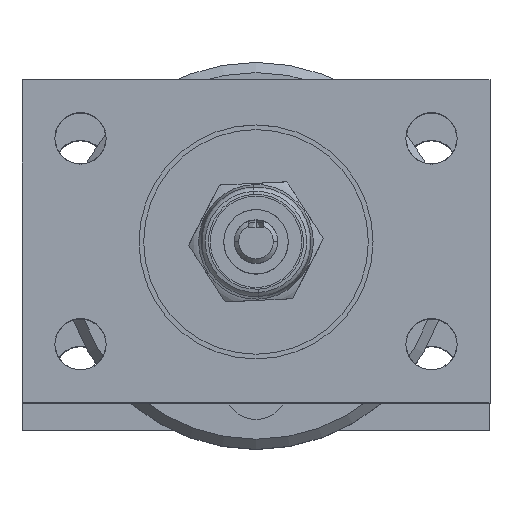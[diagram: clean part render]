
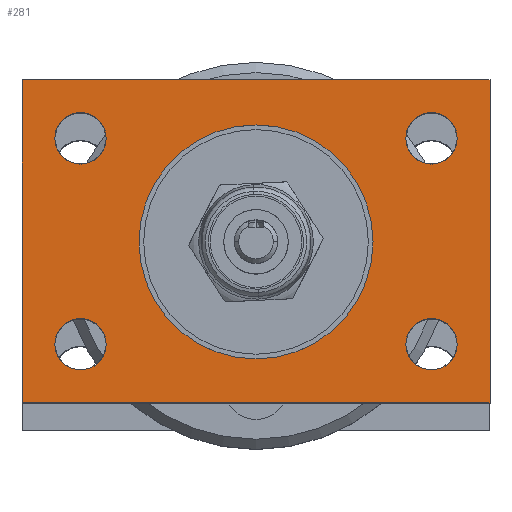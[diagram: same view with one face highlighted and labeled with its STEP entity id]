
A CAD part, top view. The second image highlights one B-rep face of the part: STEP entity #281.
In plain terms, the highlighted planar face has unit normal (0, 0, 1).
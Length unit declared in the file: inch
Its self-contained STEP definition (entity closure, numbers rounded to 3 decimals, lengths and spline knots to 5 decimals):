
#77 = CARTESIAN_POINT ( 'NONE',  ( 2., 1.38, 0. ) ) ;
#103 = FACE_BOUND ( 'NONE', #5147, .T. ) ;
#213 = CARTESIAN_POINT ( 'NONE',  ( 0.25, 0.25, 0. ) ) ;
#242 = CARTESIAN_POINT ( 'NONE',  ( 0.14, 0.25, 0. ) ) ;
#264 = FACE_BOUND ( 'NONE', #3080, .T. ) ;
#265 = CARTESIAN_POINT ( 'NONE',  ( 0., 0., 0. ) ) ;
#266 = AXIS2_PLACEMENT_3D ( 'NONE', #4606, #1720, #5098 ) ;
#281 = ADVANCED_FACE ( 'NONE', ( #5330, #264, #1476, #4211, #103, #5185 ), #4104, .F. ) ;
#299 = EDGE_CURVE ( 'NONE', #5077, #5086, #6303, .T. ) ;
#369 = CARTESIAN_POINT ( 'NONE',  ( 0.36, 1.13, 0. ) ) ;
#420 = LINE ( 'NONE', #77, #4194 ) ;
#459 = CARTESIAN_POINT ( 'NONE',  ( 0.25, 1.13, 0. ) ) ;
#522 = CARTESIAN_POINT ( 'NONE',  ( 1., 0.687, 0. ) ) ;
#592 = EDGE_CURVE ( 'NONE', #1558, #4592, #3675, .T. ) ;
#595 = VERTEX_POINT ( 'NONE', #1012 ) ;
#600 = EDGE_LOOP ( 'NONE', ( #2637, #3267, #1266, #2642 ) ) ;
#623 = EDGE_LOOP ( 'NONE', ( #1496, #6197 ) ) ;
#652 = CARTESIAN_POINT ( 'NONE',  ( 1.75, 0.25, 0. ) ) ;
#656 = CIRCLE ( 'NONE', #3630, 0.5 ) ;
#670 = CARTESIAN_POINT ( 'NONE',  ( 0., 1.38, 0. ) ) ;
#733 = AXIS2_PLACEMENT_3D ( 'NONE', #670, #4590, #1697 ) ;
#744 = DIRECTION ( 'NONE',  ( 1., 0., 0. ) ) ;
#813 = EDGE_CURVE ( 'NONE', #2040, #595, #1634, .T. ) ;
#975 = CARTESIAN_POINT ( 'NONE',  ( 0.25, 0.25, 0. ) ) ;
#985 = DIRECTION ( 'NONE',  ( 1., 0., 0. ) ) ;
#1012 = CARTESIAN_POINT ( 'NONE',  ( 1.86, 1.13, 0. ) ) ;
#1037 = DIRECTION ( 'NONE',  ( 1., 0., 0. ) ) ;
#1162 = DIRECTION ( 'NONE',  ( 1., 0., 0. ) ) ;
#1166 = CARTESIAN_POINT ( 'NONE',  ( 0., 1.38, 0. ) ) ;
#1172 = DIRECTION ( 'NONE',  ( 0., 0., 1. ) ) ;
#1196 = VERTEX_POINT ( 'NONE', #2009 ) ;
#1266 = ORIENTED_EDGE ( 'NONE', *, *, #5507, .F. ) ;
#1298 = EDGE_CURVE ( 'NONE', #5942, #6309, #420, .T. ) ;
#1322 = ORIENTED_EDGE ( 'NONE', *, *, #3436, .F. ) ;
#1334 = CARTESIAN_POINT ( 'NONE',  ( 1.75, 1.13, 0. ) ) ;
#1352 = EDGE_CURVE ( 'NONE', #5086, #5077, #5465, .T. ) ;
#1357 = CARTESIAN_POINT ( 'NONE',  ( 0., 1.38, 0. ) ) ;
#1379 = EDGE_CURVE ( 'NONE', #2262, #5633, #2618, .T. ) ;
#1476 = FACE_BOUND ( 'NONE', #2052, .T. ) ;
#1489 = DIRECTION ( 'NONE',  ( 1., 0., 0. ) ) ;
#1496 = ORIENTED_EDGE ( 'NONE', *, *, #592, .F. ) ;
#1558 = VERTEX_POINT ( 'NONE', #4282 ) ;
#1634 = CIRCLE ( 'NONE', #2031, 0.11 ) ;
#1697 = DIRECTION ( 'NONE',  ( -1., 0., 0. ) ) ;
#1720 = DIRECTION ( 'NONE',  ( 0., 0., 1. ) ) ;
#1840 = CARTESIAN_POINT ( 'NONE',  ( 1.86, 0.25, 0. ) ) ;
#1850 = DIRECTION ( 'NONE',  ( 1., 0., 0. ) ) ;
#2009 = CARTESIAN_POINT ( 'NONE',  ( 0.14, 1.13, 0. ) ) ;
#2031 = AXIS2_PLACEMENT_3D ( 'NONE', #4095, #1172, #4583 ) ;
#2035 = DIRECTION ( 'NONE',  ( 0., 0., 1. ) ) ;
#2040 = VERTEX_POINT ( 'NONE', #5604 ) ;
#2052 = EDGE_LOOP ( 'NONE', ( #2976, #5007 ) ) ;
#2153 = CARTESIAN_POINT ( 'NONE',  ( 2., 0., 0. ) ) ;
#2262 = VERTEX_POINT ( 'NONE', #1357 ) ;
#2288 = ORIENTED_EDGE ( 'NONE', *, *, #3656, .F. ) ;
#2337 = CARTESIAN_POINT ( 'NONE',  ( 0.25, 1.13, 0. ) ) ;
#2349 = CIRCLE ( 'NONE', #4678, 0.11 ) ;
#2374 = EDGE_CURVE ( 'NONE', #4592, #1558, #656, .T. ) ;
#2583 = ORIENTED_EDGE ( 'NONE', *, *, #299, .F. ) ;
#2618 = LINE ( 'NONE', #3619, #3747 ) ;
#2637 = ORIENTED_EDGE ( 'NONE', *, *, #2895, .T. ) ;
#2642 = ORIENTED_EDGE ( 'NONE', *, *, #1379, .T. ) ;
#2807 = DIRECTION ( 'NONE',  ( 1., 0., 0. ) ) ;
#2895 = EDGE_CURVE ( 'NONE', #5633, #6309, #3056, .T. ) ;
#2976 = ORIENTED_EDGE ( 'NONE', *, *, #4240, .F. ) ;
#3056 = LINE ( 'NONE', #265, #5451 ) ;
#3080 = EDGE_LOOP ( 'NONE', ( #2583, #6322 ) ) ;
#3098 = VERTEX_POINT ( 'NONE', #4430 ) ;
#3123 = AXIS2_PLACEMENT_3D ( 'NONE', #522, #3971, #1037 ) ;
#3147 = DIRECTION ( 'NONE',  ( 1., 0., 0. ) ) ;
#3267 = ORIENTED_EDGE ( 'NONE', *, *, #1298, .F. ) ;
#3413 = AXIS2_PLACEMENT_3D ( 'NONE', #1334, #4742, #1850 ) ;
#3436 = EDGE_CURVE ( 'NONE', #4927, #3098, #5375, .T. ) ;
#3619 = CARTESIAN_POINT ( 'NONE',  ( 0., 1.38, 0. ) ) ;
#3630 = AXIS2_PLACEMENT_3D ( 'NONE', #4923, #2035, #5391 ) ;
#3656 = EDGE_CURVE ( 'NONE', #4366, #1196, #4480, .T. ) ;
#3675 = CIRCLE ( 'NONE', #3123, 0.5 ) ;
#3685 = DIRECTION ( 'NONE',  ( 0., 0., 1. ) ) ;
#3687 = CARTESIAN_POINT ( 'NONE',  ( 0., 0., 0. ) ) ;
#3735 = CARTESIAN_POINT ( 'NONE',  ( 1.64, 0.25, 0. ) ) ;
#3747 = VECTOR ( 'NONE', #5081, 39.37008 ) ;
#3919 = DIRECTION ( 'NONE',  ( 0., 0., 1. ) ) ;
#3920 = CARTESIAN_POINT ( 'NONE',  ( 2., 1.38, 0. ) ) ;
#3971 = DIRECTION ( 'NONE',  ( 0., 0., 1. ) ) ;
#4085 = DIRECTION ( 'NONE',  ( 0., 0., 1. ) ) ;
#4095 = CARTESIAN_POINT ( 'NONE',  ( 1.75, 1.13, 0. ) ) ;
#4104 = PLANE ( 'NONE',  #733 ) ;
#4194 = VECTOR ( 'NONE', #5944, 39.37008 ) ;
#4211 = FACE_BOUND ( 'NONE', #4382, .T. ) ;
#4219 = DIRECTION ( 'NONE',  ( 1., 0., 0. ) ) ;
#4240 = EDGE_CURVE ( 'NONE', #595, #2040, #5368, .T. ) ;
#4282 = CARTESIAN_POINT ( 'NONE',  ( 1.5, 0.687, 0. ) ) ;
#4366 = VERTEX_POINT ( 'NONE', #369 ) ;
#4369 = VECTOR ( 'NONE', #3147, 39.37008 ) ;
#4382 = EDGE_LOOP ( 'NONE', ( #4921, #1322 ) ) ;
#4392 = DIRECTION ( 'NONE',  ( 0., 0., 1. ) ) ;
#4424 = EDGE_CURVE ( 'NONE', #3098, #4927, #5882, .T. ) ;
#4430 = CARTESIAN_POINT ( 'NONE',  ( 0.36, 0.25, 0. ) ) ;
#4480 = CIRCLE ( 'NONE', #4739, 0.11 ) ;
#4583 = DIRECTION ( 'NONE',  ( 1., 0., 0. ) ) ;
#4590 = DIRECTION ( 'NONE',  ( 0., 0., -1. ) ) ;
#4592 = VERTEX_POINT ( 'NONE', #5861 ) ;
#4606 = CARTESIAN_POINT ( 'NONE',  ( 1.75, 0.25, 0. ) ) ;
#4678 = AXIS2_PLACEMENT_3D ( 'NONE', #2337, #5676, #2807 ) ;
#4738 = AXIS2_PLACEMENT_3D ( 'NONE', #652, #4085, #1162 ) ;
#4739 = AXIS2_PLACEMENT_3D ( 'NONE', #459, #3919, #985 ) ;
#4742 = DIRECTION ( 'NONE',  ( 0., 0., 1. ) ) ;
#4914 = AXIS2_PLACEMENT_3D ( 'NONE', #975, #4392, #1489 ) ;
#4921 = ORIENTED_EDGE ( 'NONE', *, *, #4424, .F. ) ;
#4923 = CARTESIAN_POINT ( 'NONE',  ( 1., 0.687, 0. ) ) ;
#4927 = VERTEX_POINT ( 'NONE', #242 ) ;
#4989 = ORIENTED_EDGE ( 'NONE', *, *, #5072, .F. ) ;
#5007 = ORIENTED_EDGE ( 'NONE', *, *, #813, .F. ) ;
#5072 = EDGE_CURVE ( 'NONE', #1196, #4366, #2349, .T. ) ;
#5077 = VERTEX_POINT ( 'NONE', #1840 ) ;
#5081 = DIRECTION ( 'NONE',  ( 0., -1., 0. ) ) ;
#5086 = VERTEX_POINT ( 'NONE', #3735 ) ;
#5098 = DIRECTION ( 'NONE',  ( 1., 0., 0. ) ) ;
#5147 = EDGE_LOOP ( 'NONE', ( #2288, #4989 ) ) ;
#5185 = FACE_OUTER_BOUND ( 'NONE', #600, .T. ) ;
#5330 = FACE_BOUND ( 'NONE', #623, .T. ) ;
#5368 = CIRCLE ( 'NONE', #3413, 0.11 ) ;
#5375 = CIRCLE ( 'NONE', #6327, 0.11 ) ;
#5391 = DIRECTION ( 'NONE',  ( 1., 0., 0. ) ) ;
#5451 = VECTOR ( 'NONE', #4219, 39.37008 ) ;
#5465 = CIRCLE ( 'NONE', #4738, 0.11 ) ;
#5507 = EDGE_CURVE ( 'NONE', #2262, #5942, #5632, .T. ) ;
#5604 = CARTESIAN_POINT ( 'NONE',  ( 1.64, 1.13, 0. ) ) ;
#5632 = LINE ( 'NONE', #1166, #4369 ) ;
#5633 = VERTEX_POINT ( 'NONE', #3687 ) ;
#5676 = DIRECTION ( 'NONE',  ( 0., 0., 1. ) ) ;
#5861 = CARTESIAN_POINT ( 'NONE',  ( 0.5, 0.687, 0. ) ) ;
#5882 = CIRCLE ( 'NONE', #4914, 0.11 ) ;
#5942 = VERTEX_POINT ( 'NONE', #3920 ) ;
#5944 = DIRECTION ( 'NONE',  ( 0., -1., 0. ) ) ;
#6197 = ORIENTED_EDGE ( 'NONE', *, *, #2374, .F. ) ;
#6303 = CIRCLE ( 'NONE', #266, 0.11 ) ;
#6309 = VERTEX_POINT ( 'NONE', #2153 ) ;
#6322 = ORIENTED_EDGE ( 'NONE', *, *, #1352, .F. ) ;
#6327 = AXIS2_PLACEMENT_3D ( 'NONE', #213, #3685, #744 ) ;
